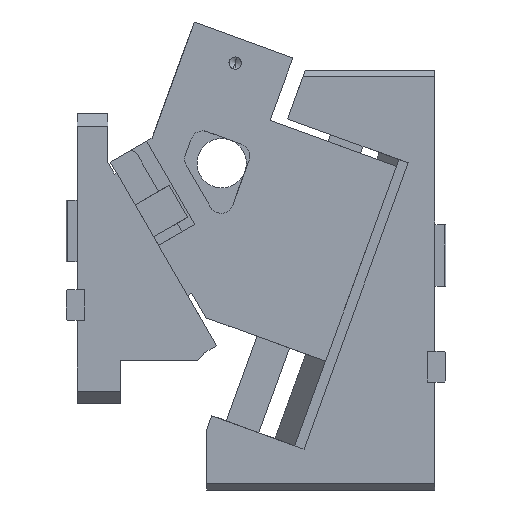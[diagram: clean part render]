
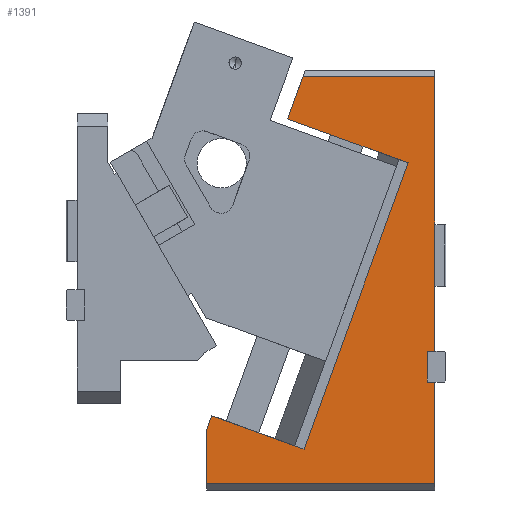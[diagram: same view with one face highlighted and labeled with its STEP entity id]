
A CAD part, left-side view. The second image highlights one B-rep face of the part: STEP entity #1391.
In plain terms, the highlighted planar face has unit normal (-1, 0, 0).
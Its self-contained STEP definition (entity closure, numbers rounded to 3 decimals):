
#597=CARTESIAN_POINT('Vertex',(-42.5,-155.073,-277.35)) ;
#600=CARTESIAN_POINT('Line Origine',(-42.5,-155.073,-318.6)) ;
#604=CARTESIAN_POINT('Vertex',(-42.5,-155.073,-359.85)) ;
#1048=CARTESIAN_POINT('Vertex',(-42.5,29.927,-316.129)) ;
#1051=CARTESIAN_POINT('Line Origine',(-42.5,27.824,-310.35)) ;
#1055=CARTESIAN_POINT('Vertex',(-42.5,25.721,-304.571)) ;
#1242=CARTESIAN_POINT('Vertex',(-42.5,29.927,-359.85)) ;
#1245=CARTESIAN_POINT('Line Origine',(-42.5,29.927,-337.989)) ;
#1267=CARTESIAN_POINT('Line Origine',(-42.5,-62.573,-359.85)) ;
#1297=CARTESIAN_POINT('Vertex',(-42.5,-48.198,-29.85)) ;
#1300=CARTESIAN_POINT('Line Origine',(-42.5,-101.635,-29.85)) ;
#1304=CARTESIAN_POINT('Vertex',(-42.5,-155.073,-29.85)) ;
#1319=CARTESIAN_POINT('Axis2P3D Location',(-42.5,-49.925,-332.104)) ;
#1324=CARTESIAN_POINT('Line Origine',(-42.5,-11.632,-318.166)) ;
#1328=CARTESIAN_POINT('Vertex',(-42.5,-48.985,-331.762)) ;
#1331=CARTESIAN_POINT('Line Origine',(-42.5,-152.073,-277.35)) ;
#1335=CARTESIAN_POINT('Vertex',(-42.5,-149.073,-277.35)) ;
#1338=CARTESIAN_POINT('Line Origine',(-42.5,-149.073,-264.85)) ;
#1342=CARTESIAN_POINT('Vertex',(-42.5,-149.073,-252.35)) ;
#1345=CARTESIAN_POINT('Line Origine',(-42.5,-152.073,-252.35)) ;
#1349=CARTESIAN_POINT('Vertex',(-42.5,-155.073,-252.35)) ;
#1352=CARTESIAN_POINT('Line Origine',(-42.5,-155.073,-141.1)) ;
#1357=CARTESIAN_POINT('Line Origine',(-42.5,-41.967,-46.968)) ;
#1361=CARTESIAN_POINT('Vertex',(-42.5,-35.736,-64.087)) ;
#1364=CARTESIAN_POINT('Line Origine',(-42.5,-84.6,-81.872)) ;
#1368=CARTESIAN_POINT('Vertex',(-42.5,-133.464,-99.657)) ;
#1371=CARTESIAN_POINT('Line Origine',(-42.5,-91.225,-215.709)) ;
#601=DIRECTION('Vector Direction',(0.,0.,-1.)) ;
#1052=DIRECTION('Vector Direction',(0.,-0.342,0.94)) ;
#1246=DIRECTION('Vector Direction',(0.,0.,-1.)) ;
#1268=DIRECTION('Vector Direction',(0.,-1.,0.)) ;
#1301=DIRECTION('Vector Direction',(0.,1.,0.)) ;
#1320=DIRECTION('Axis2P3D Direction',(-1.,0.,0.)) ;
#1321=DIRECTION('Axis2P3D XDirection',(0.,0.,1.)) ;
#1325=DIRECTION('Vector Direction',(0.,-0.94,-0.342)) ;
#1332=DIRECTION('Vector Direction',(0.,-1.,0.)) ;
#1339=DIRECTION('Vector Direction',(0.,0.,1.)) ;
#1346=DIRECTION('Vector Direction',(0.,1.,0.)) ;
#1353=DIRECTION('Vector Direction',(0.,0.,-1.)) ;
#1358=DIRECTION('Vector Direction',(0.,-0.342,0.94)) ;
#1365=DIRECTION('Vector Direction',(0.,-0.94,-0.342)) ;
#1372=DIRECTION('Vector Direction',(0.,-0.342,0.94)) ;
#1322=AXIS2_PLACEMENT_3D('Plane Axis2P3D',#1319,#1320,#1321) ;
#1377=ORIENTED_EDGE('',*,*,#1330,.F.) ;
#1378=ORIENTED_EDGE('',*,*,#1057,.F.) ;
#1379=ORIENTED_EDGE('',*,*,#1249,.T.) ;
#1380=ORIENTED_EDGE('',*,*,#1271,.T.) ;
#1381=ORIENTED_EDGE('',*,*,#606,.F.) ;
#1382=ORIENTED_EDGE('',*,*,#1337,.F.) ;
#1383=ORIENTED_EDGE('',*,*,#1344,.T.) ;
#1384=ORIENTED_EDGE('',*,*,#1351,.F.) ;
#1385=ORIENTED_EDGE('',*,*,#1356,.F.) ;
#1386=ORIENTED_EDGE('',*,*,#1306,.T.) ;
#1387=ORIENTED_EDGE('',*,*,#1363,.F.) ;
#1388=ORIENTED_EDGE('',*,*,#1370,.T.) ;
#1389=ORIENTED_EDGE('',*,*,#1375,.F.) ;
#602=VECTOR('Line Direction',#601,1.) ;
#1053=VECTOR('Line Direction',#1052,1.) ;
#1247=VECTOR('Line Direction',#1246,1.) ;
#1269=VECTOR('Line Direction',#1268,1.) ;
#1302=VECTOR('Line Direction',#1301,1.) ;
#1326=VECTOR('Line Direction',#1325,1.) ;
#1333=VECTOR('Line Direction',#1332,1.) ;
#1340=VECTOR('Line Direction',#1339,1.) ;
#1347=VECTOR('Line Direction',#1346,1.) ;
#1354=VECTOR('Line Direction',#1353,1.) ;
#1359=VECTOR('Line Direction',#1358,1.) ;
#1366=VECTOR('Line Direction',#1365,1.) ;
#1373=VECTOR('Line Direction',#1372,1.) ;
#1391=ADVANCED_FACE('CAM HOLDER',(#1390),#1323,.T.) ;
#606=EDGE_CURVE('',#598,#605,#603,.T.) ;
#1057=EDGE_CURVE('',#1049,#1056,#1054,.T.) ;
#1249=EDGE_CURVE('',#1049,#1243,#1248,.T.) ;
#1271=EDGE_CURVE('',#1243,#605,#1270,.T.) ;
#1306=EDGE_CURVE('',#1305,#1298,#1303,.T.) ;
#1330=EDGE_CURVE('',#1056,#1329,#1327,.T.) ;
#1337=EDGE_CURVE('',#1336,#598,#1334,.T.) ;
#1344=EDGE_CURVE('',#1336,#1343,#1341,.T.) ;
#1351=EDGE_CURVE('',#1350,#1343,#1348,.T.) ;
#1356=EDGE_CURVE('',#1305,#1350,#1355,.T.) ;
#1363=EDGE_CURVE('',#1362,#1298,#1360,.T.) ;
#1370=EDGE_CURVE('',#1362,#1369,#1367,.T.) ;
#1375=EDGE_CURVE('',#1329,#1369,#1374,.T.) ;
#1376=EDGE_LOOP('',(#1377,#1378,#1379,#1380,#1381,#1382,#1383,#1384,#1385,#1386,#1387,#1388,#1389)) ;
#1390=FACE_OUTER_BOUND('',#1376,.T.) ;
#603=LINE('Line',#600,#602) ;
#1054=LINE('Line',#1051,#1053) ;
#1248=LINE('Line',#1245,#1247) ;
#1270=LINE('Line',#1267,#1269) ;
#1303=LINE('Line',#1300,#1302) ;
#1327=LINE('Line',#1324,#1326) ;
#1334=LINE('Line',#1331,#1333) ;
#1341=LINE('Line',#1338,#1340) ;
#1348=LINE('Line',#1345,#1347) ;
#1355=LINE('Line',#1352,#1354) ;
#1360=LINE('Line',#1357,#1359) ;
#1367=LINE('Line',#1364,#1366) ;
#1374=LINE('Line',#1371,#1373) ;
#1323=PLANE('Plane',#1322) ;
#598=VERTEX_POINT('',#597) ;
#605=VERTEX_POINT('',#604) ;
#1049=VERTEX_POINT('',#1048) ;
#1056=VERTEX_POINT('',#1055) ;
#1243=VERTEX_POINT('',#1242) ;
#1298=VERTEX_POINT('',#1297) ;
#1305=VERTEX_POINT('',#1304) ;
#1329=VERTEX_POINT('',#1328) ;
#1336=VERTEX_POINT('',#1335) ;
#1343=VERTEX_POINT('',#1342) ;
#1350=VERTEX_POINT('',#1349) ;
#1362=VERTEX_POINT('',#1361) ;
#1369=VERTEX_POINT('',#1368) ;
